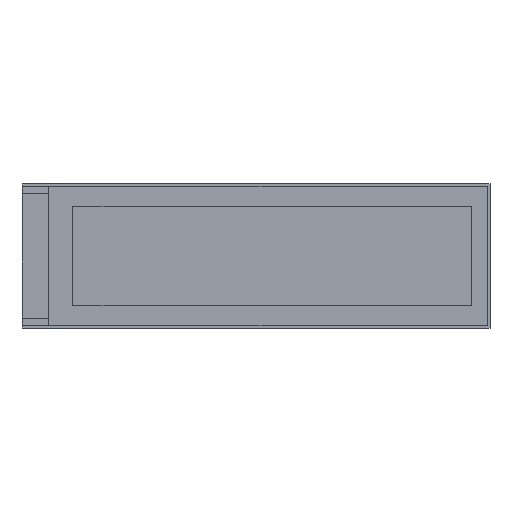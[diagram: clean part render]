
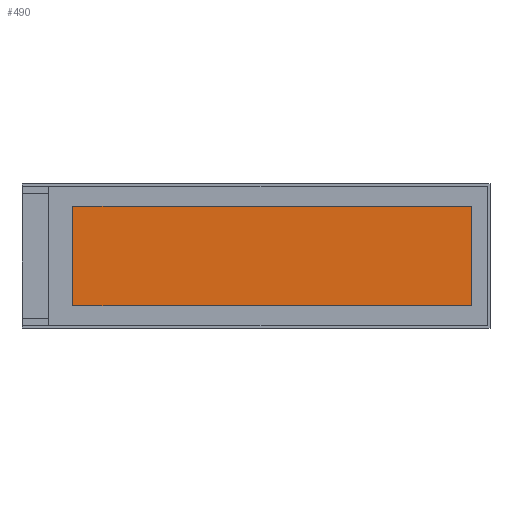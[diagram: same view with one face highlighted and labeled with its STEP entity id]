
A CAD part, top view. The second image highlights one B-rep face of the part: STEP entity #490.
In plain terms, the highlighted planar face has unit normal (0, 0, 1).
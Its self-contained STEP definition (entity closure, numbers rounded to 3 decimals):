
#400 = VERTEX_POINT('',#401);
#401 = CARTESIAN_POINT('',(-10.635,-2.79,2.899));
#407 = EDGE_CURVE('',#408,#400,#410,.T.);
#408 = VERTEX_POINT('',#409);
#409 = CARTESIAN_POINT('',(-10.635,2.79,2.899));
#410 = LINE('',#411,#412);
#411 = CARTESIAN_POINT('',(-10.635,2.79,2.899));
#412 = VECTOR('',#413,1.);
#413 = DIRECTION('',(0.,-1.,0.));
#431 = EDGE_CURVE('',#432,#408,#434,.T.);
#432 = VERTEX_POINT('',#433);
#433 = CARTESIAN_POINT('',(11.745,2.79,2.899));
#434 = LINE('',#435,#436);
#435 = CARTESIAN_POINT('',(-10.635,2.79,2.899));
#436 = VECTOR('',#437,1.);
#437 = DIRECTION('',(-1.,-0.,-0.));
#455 = EDGE_CURVE('',#456,#432,#458,.T.);
#456 = VERTEX_POINT('',#457);
#457 = CARTESIAN_POINT('',(11.745,-2.79,2.899));
#458 = LINE('',#459,#460);
#459 = CARTESIAN_POINT('',(11.745,2.79,2.899));
#460 = VECTOR('',#461,1.);
#461 = DIRECTION('',(-0.,1.,-0.));
#479 = EDGE_CURVE('',#400,#456,#480,.T.);
#480 = LINE('',#481,#482);
#481 = CARTESIAN_POINT('',(-10.635,-2.79,2.899));
#482 = VECTOR('',#483,1.);
#483 = DIRECTION('',(1.,0.,0.));
#490 = ADVANCED_FACE('',(#491),#497,.T.);
#491 = FACE_BOUND('',#492,.T.);
#492 = EDGE_LOOP('',(#493,#494,#495,#496));
#493 = ORIENTED_EDGE('',*,*,#407,.T.);
#494 = ORIENTED_EDGE('',*,*,#479,.T.);
#495 = ORIENTED_EDGE('',*,*,#455,.T.);
#496 = ORIENTED_EDGE('',*,*,#431,.T.);
#497 = PLANE('',#498);
#498 = AXIS2_PLACEMENT_3D('',#499,#500,#501);
#499 = CARTESIAN_POINT('',(0.,0.,2.899));
#500 = DIRECTION('',(-0.,0.,1.));
#501 = DIRECTION('',(1.,0.,0.));
